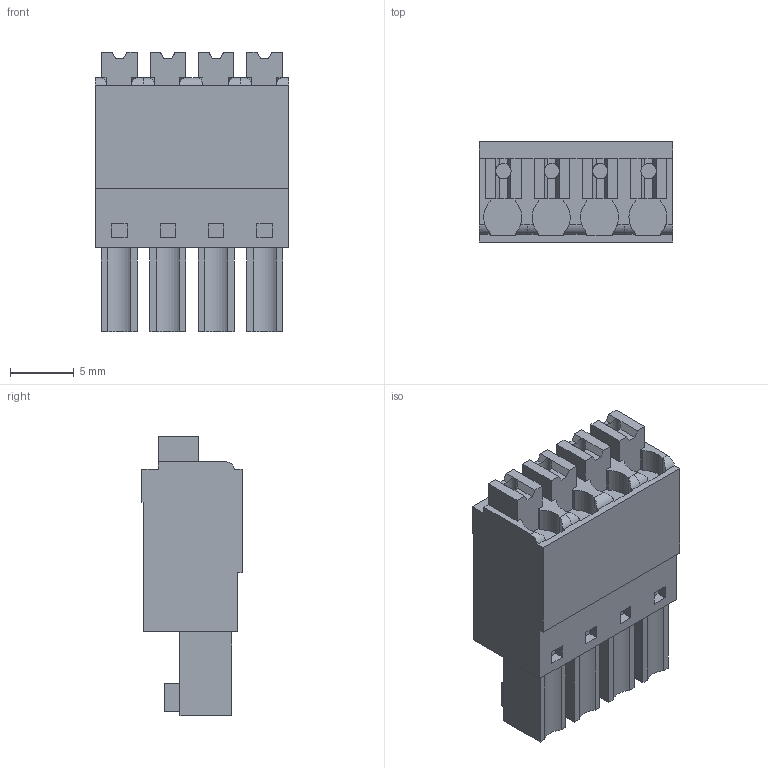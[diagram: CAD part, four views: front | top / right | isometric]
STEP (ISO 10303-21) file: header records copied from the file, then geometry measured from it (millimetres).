
FILE_DESCRIPTION(('CATIA V5 STEP Exchange','CAx-IF Rec.Pracs.--- Model Styling and Organization---1.2---2011-12-15'),'2;1');
FILE_NAME ('D1460642_0', '2017-07-25T13:00:46+00:00', ('none'), ('Weidmueller'), 'CATIA Version 5-6 Release 2014', 'CATIA V5 STEP AP214', 'none');
FILE_SCHEMA(('AUTOMOTIVE_DESIGN { 1 0 10303 214 1 1 1 1 }'));
Length unit declared in the file: millimetre
Products named in the file (1): 1969950000
Bounding box: 15.24 x 7.9 x 22 mm (x, y, z)
Volume: 1832.6 mm3; surface area: 1721.4 mm2
Topology: 5 solids, 5 shells, 252 faces, 670 edges, 444 vertices
Faces by surface type: plane 205, cylinder 47
Entity records: 7644 total; most frequent: CARTESIAN_POINT 1420, ORIENTED_EDGE 1340, DIRECTION 995, EDGE_CURVE 670, VECTOR 546, LINE 546, VERTEX_POINT 444, EDGE_LOOP 276
